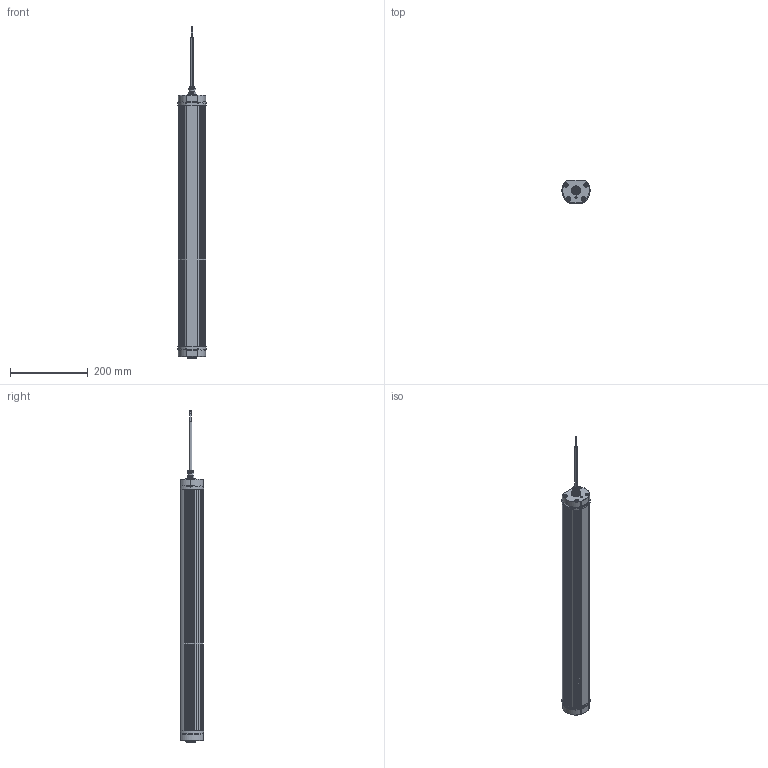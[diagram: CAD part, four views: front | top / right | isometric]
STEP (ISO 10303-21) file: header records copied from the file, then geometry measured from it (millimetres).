
FILE_DESCRIPTION (( 'STEP AP203' ), '1' );
FILE_NAME ('TA0524S0203.step', '2023-10-23T10:25:03', ( '' ), ( '' ), 'SwSTEP 2.0', 'SolidWorks 2023', '' );
FILE_SCHEMA (( 'CONFIG_CONTROL_DESIGN' ));
Length unit declared in the file: inch
Products named in the file (1): TA0524S0203
Bounding box: 73 x 60 x 856.5 mm (x, y, z)
Volume: 2261065.9 mm3; surface area: 295845.9 mm2
Topology: 19 solids, 19 shells, 625 faces, 1513 edges, 944 vertices
Faces by surface type: cylinder 279, plane 196, cone 130, torus 20
Entity records: 18362 total; most frequent: DIRECTION 3477, CARTESIAN_POINT 3093, ORIENTED_EDGE 2994, EDGE_CURVE 1497, AXIS2_PLACEMENT_3D 1364, VERTEX_POINT 944, LINE 749, VECTOR 749
